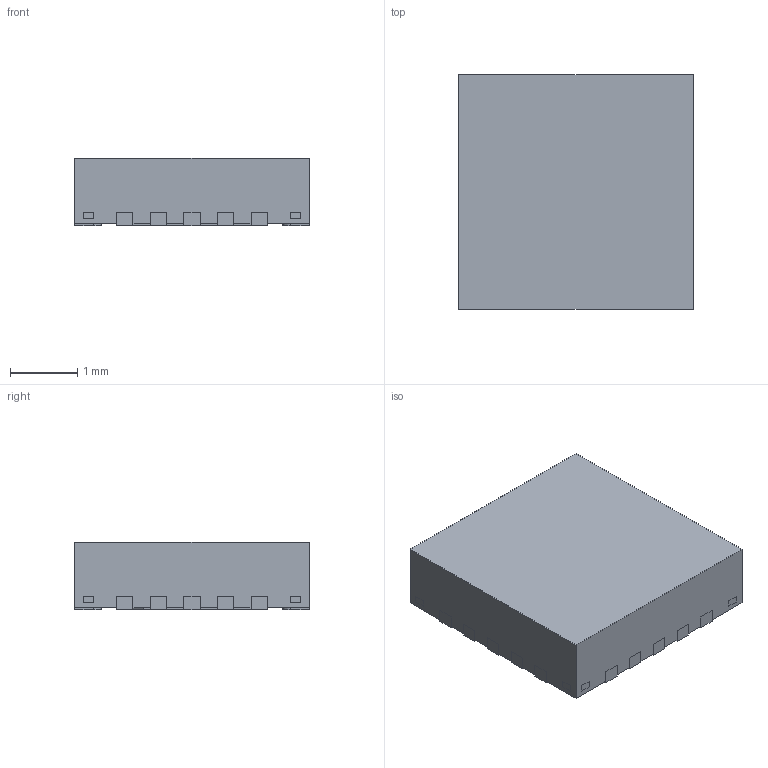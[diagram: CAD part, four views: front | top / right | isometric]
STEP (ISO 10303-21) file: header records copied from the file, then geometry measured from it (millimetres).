
FILE_DESCRIPTION(/* description */ (''),/* implementation_level */ '2;1');
FILE_NAME(/* name */ 'QFN-20-1EP_3.5x3.5mm_P0.5mm_EP2x2mm.step',/* time_stamp */ '2022-01-25T13:26:31+02:00',/* author */ (''),/* organization */ (''),/* preprocessor_version */ 'ST-DEVELOPER v18.1',/* originating_system */ 'Autodesk Translation Framework v10.10.0.1391',/* authorisation */ '');
FILE_SCHEMA (('AUTOMOTIVE_DESIGN { 1 0 10303 214 3 1 1 }'));
Length unit declared in the file: millimetre
Products named in the file (3): (Unsaved); FRAME; BODY
Assembly tree (2 placements, depth 2):
  (Unsaved)
    FRAME
    BODY
Bounding box: 3.5 x 3.5 x 1 mm (x, y, z)
Volume: 12.1 mm3; surface area: 61.8 mm2
Topology: 26 solids, 26 shells, 355 faces, 906 edges, 604 vertices
Faces by surface type: plane 275, cylinder 80
Entity records: 10786 total; most frequent: CARTESIAN_POINT 1870, ORIENTED_EDGE 1812, DIRECTION 1786, EDGE_CURVE 906, LINE 746, VECTOR 746, VERTEX_POINT 604, AXIS2_PLACEMENT_3D 520
